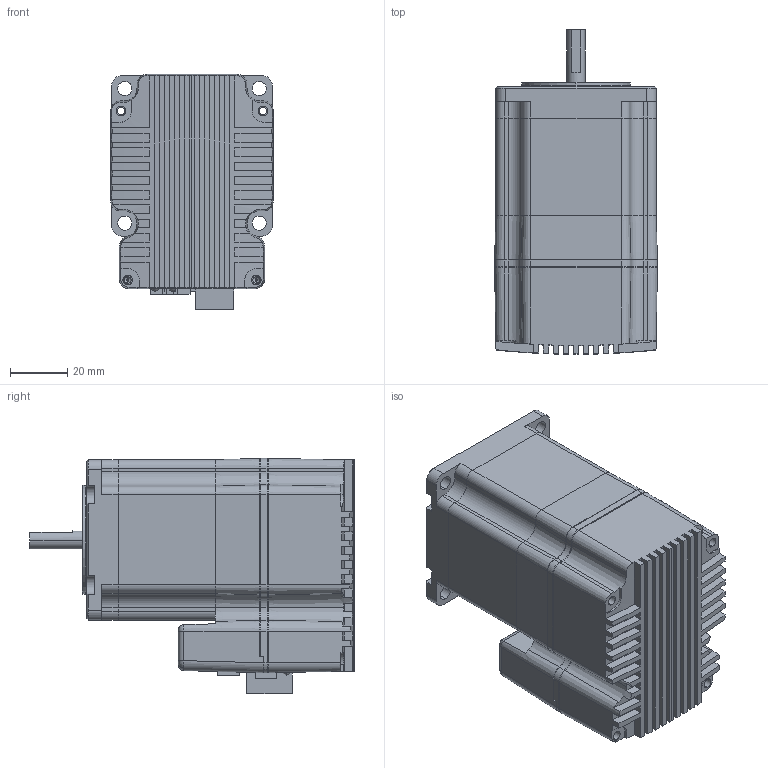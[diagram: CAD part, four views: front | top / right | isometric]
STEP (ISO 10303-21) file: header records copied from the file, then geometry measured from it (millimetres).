
FILE_DESCRIPTION (( 'STEP AP203' ), '1' );
FILE_NAME ('STM23S-2A & STM23Q-2A.STEP', '2010-09-10T04:57:34', ( 'User' ), ( 'Microsoft' ), 'SwSTEP 2.0', 'SolidWorks 2009', '' );
FILE_SCHEMA (( 'CONFIG_CONTROL_DESIGN' ));
Products named in the file (29): PCB脣釱蚾饜极2; PCB; 11PIN(3D); 4PIN; Assem1; Part7; 蚾饜极1; Part3; MS7.804.013; MS8.010.020; MS6.668.018; STM23S-2A & STM23Q-2A; PCB蚾饜极; 24脣釱PCB; 珆尨腑; SL-SMT(2PIN); 791077017; 霟璃; 傷裔; 躇猾菜; 4PIN醱啣; MS7.804.018; Part2; Assem2; Part4; 粣創1; 粣; MS6.666.012; 棠詩
Assembly tree (34 placements, depth 5):
  STM23S-2A & STM23Q-2A
    躇猾菜
    傷裔
    4PIN醱啣
    PCB蚾饜极
      PCB
      PCB脣釱蚾饜极2
        珆尨腑  x2
        SL-SMT(2PIN)
        24脣釱PCB
        11PIN(3D)
        791077017
        4PIN
    霟璃
    蚾饜极1
      Assem1
        MS7.804.018
        MS7.804.013
        Part2
        Assem2
          Part4  x4
          Part3
        Part7
      MS6.666.012  x2
      MS6.668.018
      棠詩
      粣創1  x2
      粣
      MS8.010.020
Bounding box: 57.09 x 113.65 x 82.42 mm (x, y, z)
Volume: 167937.5 mm3; surface area: 151404.3 mm2
Topology: 28 solids, 29 shells, 6405 faces, 17521 edges, 11482 vertices
Faces by surface type: plane 3872, cylinder 2363, cone 88, torus 68, bspline 10, sphere 4
Entity records: 190023 total; most frequent: CARTESIAN_POINT 34746, ORIENTED_EDGE 32053, DIRECTION 31523, EDGE_CURVE 16034, VECTOR 11739, LINE 11739, VERTEX_POINT 10499, AXIS2_PLACEMENT_3D 9892
